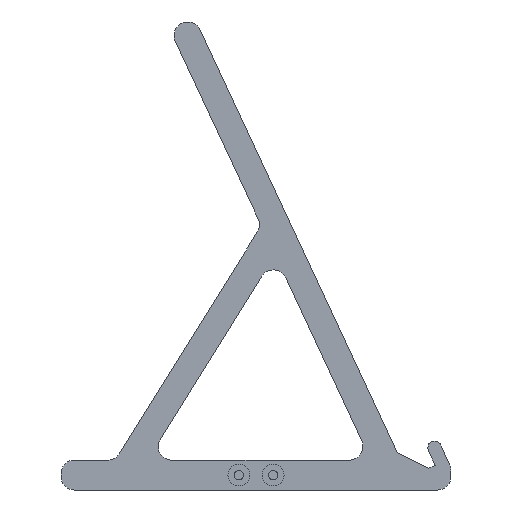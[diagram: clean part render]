
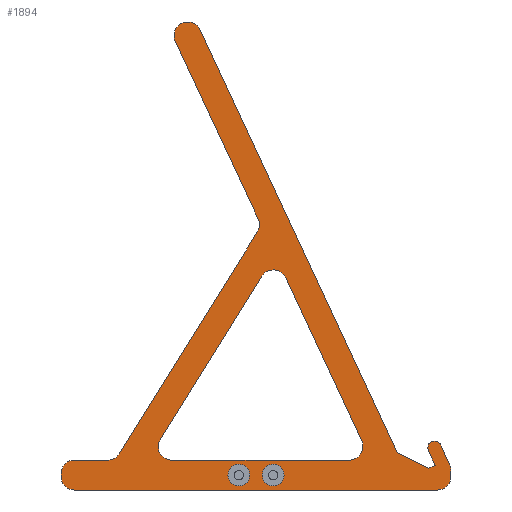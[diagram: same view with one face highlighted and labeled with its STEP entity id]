
A CAD part, left-side view. The second image highlights one B-rep face of the part: STEP entity #1894.
In plain terms, the highlighted planar face has unit normal (-1, 0, 0).
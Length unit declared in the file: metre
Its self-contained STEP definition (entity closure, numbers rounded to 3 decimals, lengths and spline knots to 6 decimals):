
#147=LINE('',#3062,#329);
#151=LINE('',#3071,#333);
#155=LINE('',#3080,#337);
#159=LINE('',#3089,#341);
#163=LINE('',#3098,#345);
#167=LINE('',#3107,#349);
#171=LINE('',#3116,#353);
#175=LINE('',#3125,#357);
#179=LINE('',#3134,#361);
#181=LINE('',#3138,#363);
#184=LINE('',#3144,#366);
#187=LINE('',#3150,#369);
#192=LINE('',#3161,#374);
#194=LINE('',#3165,#376);
#329=VECTOR('',#2512,1.);
#333=VECTOR('',#2518,1.);
#337=VECTOR('',#2524,1.);
#341=VECTOR('',#2530,1.);
#345=VECTOR('',#2536,1.);
#349=VECTOR('',#2542,1.);
#353=VECTOR('',#2548,1.);
#357=VECTOR('',#2554,1.);
#361=VECTOR('',#2560,1.);
#363=VECTOR('',#2564,1.);
#366=VECTOR('',#2569,1.);
#369=VECTOR('',#2574,1.);
#374=VECTOR('',#2581,1.);
#376=VECTOR('',#2585,1.);
#443=PLANE('',#2096);
#883=ORIENTED_EDGE('',*,*,#1205,.F.);
#884=ORIENTED_EDGE('',*,*,#1206,.F.);
#885=ORIENTED_EDGE('',*,*,#1188,.F.);
#886=ORIENTED_EDGE('',*,*,#1207,.T.);
#887=ORIENTED_EDGE('',*,*,#1183,.F.);
#888=ORIENTED_EDGE('',*,*,#1180,.F.);
#889=ORIENTED_EDGE('',*,*,#1177,.F.);
#890=ORIENTED_EDGE('',*,*,#1175,.F.);
#891=ORIENTED_EDGE('',*,*,#1208,.T.);
#892=ORIENTED_EDGE('',*,*,#1171,.F.);
#893=ORIENTED_EDGE('',*,*,#1209,.T.);
#894=ORIENTED_EDGE('',*,*,#1167,.F.);
#895=ORIENTED_EDGE('',*,*,#1210,.T.);
#896=ORIENTED_EDGE('',*,*,#1163,.T.);
#897=ORIENTED_EDGE('',*,*,#1211,.T.);
#898=ORIENTED_EDGE('',*,*,#1159,.T.);
#899=ORIENTED_EDGE('',*,*,#1212,.T.);
#900=ORIENTED_EDGE('',*,*,#1155,.F.);
#901=ORIENTED_EDGE('',*,*,#1213,.T.);
#902=ORIENTED_EDGE('',*,*,#1151,.F.);
#903=ORIENTED_EDGE('',*,*,#1214,.T.);
#904=ORIENTED_EDGE('',*,*,#1147,.F.);
#905=ORIENTED_EDGE('',*,*,#1215,.T.);
#906=ORIENTED_EDGE('',*,*,#1143,.T.);
#907=ORIENTED_EDGE('',*,*,#1216,.T.);
#908=ORIENTED_EDGE('',*,*,#1190,.F.);
#909=ORIENTED_EDGE('',*,*,#1217,.T.);
#1143=EDGE_CURVE('',#1349,#1348,#147,.T.);
#1147=EDGE_CURVE('',#1352,#1353,#151,.T.);
#1151=EDGE_CURVE('',#1356,#1357,#155,.T.);
#1155=EDGE_CURVE('',#1360,#1361,#159,.T.);
#1159=EDGE_CURVE('',#1365,#1364,#163,.T.);
#1163=EDGE_CURVE('',#1369,#1368,#167,.T.);
#1167=EDGE_CURVE('',#1372,#1373,#171,.T.);
#1171=EDGE_CURVE('',#1376,#1377,#175,.T.);
#1175=EDGE_CURVE('',#1380,#1381,#179,.T.);
#1177=EDGE_CURVE('',#1381,#1382,#181,.T.);
#1180=EDGE_CURVE('',#1382,#1384,#184,.T.);
#1183=EDGE_CURVE('',#1384,#1386,#187,.T.);
#1188=EDGE_CURVE('',#1390,#1391,#192,.T.);
#1190=EDGE_CURVE('',#1392,#1393,#194,.T.);
#1205=EDGE_CURVE('',#1396,#1396,#1461,.T.);
#1206=EDGE_CURVE('',#1397,#1397,#1462,.T.);
#1207=EDGE_CURVE('',#1390,#1386,#1463,.F.);
#1208=EDGE_CURVE('',#1380,#1377,#1464,.F.);
#1209=EDGE_CURVE('',#1376,#1373,#1465,.T.);
#1210=EDGE_CURVE('',#1372,#1369,#1466,.T.);
#1211=EDGE_CURVE('',#1368,#1365,#1467,.F.);
#1212=EDGE_CURVE('',#1364,#1361,#1468,.F.);
#1213=EDGE_CURVE('',#1360,#1357,#1469,.F.);
#1214=EDGE_CURVE('',#1356,#1391,#1470,.F.);
#1215=EDGE_CURVE('',#1352,#1349,#1471,.T.);
#1216=EDGE_CURVE('',#1348,#1393,#1472,.T.);
#1217=EDGE_CURVE('',#1392,#1353,#1473,.T.);
#1348=VERTEX_POINT('',#3061);
#1349=VERTEX_POINT('',#3063);
#1352=VERTEX_POINT('',#3070);
#1353=VERTEX_POINT('',#3072);
#1356=VERTEX_POINT('',#3079);
#1357=VERTEX_POINT('',#3081);
#1360=VERTEX_POINT('',#3088);
#1361=VERTEX_POINT('',#3090);
#1364=VERTEX_POINT('',#3097);
#1365=VERTEX_POINT('',#3099);
#1368=VERTEX_POINT('',#3106);
#1369=VERTEX_POINT('',#3108);
#1372=VERTEX_POINT('',#3115);
#1373=VERTEX_POINT('',#3117);
#1376=VERTEX_POINT('',#3124);
#1377=VERTEX_POINT('',#3126);
#1380=VERTEX_POINT('',#3133);
#1381=VERTEX_POINT('',#3135);
#1382=VERTEX_POINT('',#3139);
#1384=VERTEX_POINT('',#3145);
#1386=VERTEX_POINT('',#3151);
#1390=VERTEX_POINT('',#3160);
#1391=VERTEX_POINT('',#3162);
#1392=VERTEX_POINT('',#3166);
#1393=VERTEX_POINT('',#3167);
#1396=VERTEX_POINT('',#3187);
#1397=VERTEX_POINT('',#3189);
#1461=CIRCLE('',#2097,0.004);
#1462=CIRCLE('',#2098,0.004);
#1463=CIRCLE('',#2099,0.0025);
#1464=CIRCLE('',#2100,0.005);
#1465=CIRCLE('',#2101,0.005);
#1466=CIRCLE('',#2102,0.005);
#1467=CIRCLE('',#2103,0.005);
#1468=CIRCLE('',#2104,0.005);
#1469=CIRCLE('',#2105,0.005);
#1470=CIRCLE('',#2106,0.005);
#1471=CIRCLE('',#2107,0.005);
#1472=CIRCLE('',#2108,0.005);
#1473=CIRCLE('',#2109,0.005);
#1599=EDGE_LOOP('',(#883));
#1600=EDGE_LOOP('',(#884));
#1601=EDGE_LOOP('',(#885,#886,#887,#888,#889,#890,#891,#892,#893,#894,#895,
#896,#897,#898,#899,#900,#901,#902,#903));
#1602=EDGE_LOOP('',(#904,#905,#906,#907,#908,#909));
#1745=FACE_BOUND('',#1599,.T.);
#1746=FACE_BOUND('',#1600,.T.);
#1747=FACE_BOUND('',#1601,.T.);
#1748=FACE_BOUND('',#1602,.T.);
#1894=ADVANCED_FACE('',(#1745,#1746,#1747,#1748),#443,.F.);
#2096=AXIS2_PLACEMENT_3D('',#3185,#2613,#2614);
#2097=AXIS2_PLACEMENT_3D('',#3186,#2615,#2616);
#2098=AXIS2_PLACEMENT_3D('',#3188,#2617,#2618);
#2099=AXIS2_PLACEMENT_3D('',#3190,#2619,#2620);
#2100=AXIS2_PLACEMENT_3D('',#3191,#2621,#2622);
#2101=AXIS2_PLACEMENT_3D('',#3192,#2623,#2624);
#2102=AXIS2_PLACEMENT_3D('',#3193,#2625,#2626);
#2103=AXIS2_PLACEMENT_3D('',#3194,#2627,#2628);
#2104=AXIS2_PLACEMENT_3D('',#3195,#2629,#2630);
#2105=AXIS2_PLACEMENT_3D('',#3196,#2631,#2632);
#2106=AXIS2_PLACEMENT_3D('',#3197,#2633,#2634);
#2107=AXIS2_PLACEMENT_3D('',#3198,#2635,#2636);
#2108=AXIS2_PLACEMENT_3D('',#3199,#2637,#2638);
#2109=AXIS2_PLACEMENT_3D('',#3200,#2639,#2640);
#2512=DIRECTION('',(0.,1.,0.));
#2518=DIRECTION('',(0.,0.423,0.906));
#2524=DIRECTION('',(0.,0.,-1.));
#2530=DIRECTION('',(0.,1.,0.));
#2536=DIRECTION('',(0.,0.,-1.));
#2542=DIRECTION('',(0.,1.,0.));
#2548=DIRECTION('',(0.,-0.529,0.849));
#2554=DIRECTION('',(0.,0.423,0.906));
#2560=DIRECTION('',(0.,-0.423,-0.906));
#2564=DIRECTION('',(0.,-0.894,-0.448));
#2569=DIRECTION('',(0.,-0.906,0.423));
#2574=DIRECTION('',(0.,0.423,0.906));
#2581=DIRECTION('',(0.,-0.423,-0.906));
#2585=DIRECTION('',(0.,0.529,-0.849));
#2613=DIRECTION('',(1.,0.,0.));
#2614=DIRECTION('',(0.,1.,0.));
#2615=DIRECTION('',(-1.,0.,0.));
#2616=DIRECTION('',(0.,0.,1.));
#2617=DIRECTION('',(-1.,0.,0.));
#2618=DIRECTION('',(0.,0.,1.));
#2619=DIRECTION('',(1.,0.,0.));
#2620=DIRECTION('',(0.,0.,-1.));
#2621=DIRECTION('',(1.,0.,0.));
#2622=DIRECTION('',(0.,0.,-1.));
#2623=DIRECTION('',(1.,0.,0.));
#2624=DIRECTION('',(0.,0.,-1.));
#2625=DIRECTION('',(1.,0.,0.));
#2626=DIRECTION('',(0.,0.,-1.));
#2627=DIRECTION('',(1.,0.,0.));
#2628=DIRECTION('',(0.,0.,-1.));
#2629=DIRECTION('',(1.,0.,0.));
#2630=DIRECTION('',(0.,0.,-1.));
#2631=DIRECTION('',(1.,0.,0.));
#2632=DIRECTION('',(0.,0.,-1.));
#2633=DIRECTION('',(1.,0.,0.));
#2634=DIRECTION('',(0.,0.,-1.));
#2635=DIRECTION('',(1.,0.,0.));
#2636=DIRECTION('',(0.,0.,-1.));
#2637=DIRECTION('',(1.,0.,0.));
#2638=DIRECTION('',(0.,0.,-1.));
#2639=DIRECTION('',(1.,0.,0.));
#2640=DIRECTION('',(0.,0.,-1.));
#3061=CARTESIAN_POINT('',(0.,0.016735,0.));
#3062=CARTESIAN_POINT('',(0.,-0.015421,0.));
#3063=CARTESIAN_POINT('',(0.,-0.048733,0.));
#3070=CARTESIAN_POINT('',(0.,-0.053264,0.007113));
#3071=CARTESIAN_POINT('',(0.,-0.038957,0.037794));
#3072=CARTESIAN_POINT('',(0.,-0.025233,0.067226));
#3079=CARTESIAN_POINT('',(0.,-0.086161,-0.003613));
#3080=CARTESIAN_POINT('',(0.,-0.086161,-0.006752));
#3081=CARTESIAN_POINT('',(0.,-0.086161,-0.006));
#3088=CARTESIAN_POINT('',(0.,-0.081161,-0.011));
#3089=CARTESIAN_POINT('',(0.,-0.014321,-0.011));
#3090=CARTESIAN_POINT('',(0.,0.05252,-0.011));
#3097=CARTESIAN_POINT('',(0.,0.05752,-0.006));
#3098=CARTESIAN_POINT('',(0.,0.05752,-0.0055));
#3099=CARTESIAN_POINT('',(0.,0.05752,-0.005));
#3106=CARTESIAN_POINT('',(0.,0.05252,0.));
#3107=CARTESIAN_POINT('',(0.,0.04752,0.));
#3108=CARTESIAN_POINT('',(0.,0.040296,0.));
#3115=CARTESIAN_POINT('',(0.,0.036052,0.002357));
#3116=CARTESIAN_POINT('',(0.,0.010615,0.043202));
#3117=CARTESIAN_POINT('',(0.,-0.014857,0.084104));
#3124=CARTESIAN_POINT('',(0.,-0.015145,0.088861));
#3125=CARTESIAN_POINT('',(0.,0.000615,0.122657));
#3126=CARTESIAN_POINT('',(0.,0.015407,0.154378));
#3133=CARTESIAN_POINT('',(0.,0.006343,0.158604));
#3134=CARTESIAN_POINT('',(0.,-0.028878,0.08307));
#3135=CARTESIAN_POINT('',(0.,-0.066213,0.003005));
#3138=CARTESIAN_POINT('',(0.,-0.072128,0.000043));
#3139=CARTESIAN_POINT('',(0.,-0.078042,-0.002918));
#3144=CARTESIAN_POINT('',(0.,-0.07919,-0.002383));
#3145=CARTESIAN_POINT('',(0.,-0.080338,-0.001848));
#3150=CARTESIAN_POINT('',(0.,-0.078569,0.001945));
#3151=CARTESIAN_POINT('',(0.,-0.077857,0.003473));
#3160=CARTESIAN_POINT('',(0.,-0.082388,0.005586));
#3161=CARTESIAN_POINT('',(0.,-0.083746,0.002673));
#3162=CARTESIAN_POINT('',(0.,-0.085692,-0.0015));
#3165=CARTESIAN_POINT('',(0.,0.002203,0.037794));
#3166=CARTESIAN_POINT('',(0.,-0.016457,0.067756));
#3167=CARTESIAN_POINT('',(0.,0.020979,0.007643));
#3185=CARTESIAN_POINT('',(0.,-0.014321,0.076068));
#3186=CARTESIAN_POINT('',(0.,-0.007987,-0.0055));
#3187=CARTESIAN_POINT('',(0.,-0.007987,-0.0015));
#3188=CARTESIAN_POINT('',(0.,-0.020654,-0.0055));
#3189=CARTESIAN_POINT('',(0.,-0.020654,-0.0015));
#3190=CARTESIAN_POINT('',(0.,-0.080123,0.004529));
#3191=CARTESIAN_POINT('',(0.,0.010875,0.156491));
#3192=CARTESIAN_POINT('',(0.,-0.010613,0.086747));
#3193=CARTESIAN_POINT('',(0.,0.040296,0.005));
#3194=CARTESIAN_POINT('',(0.,0.05252,-0.005));
#3195=CARTESIAN_POINT('',(0.,0.05252,-0.006));
#3196=CARTESIAN_POINT('',(0.,-0.081161,-0.006));
#3197=CARTESIAN_POINT('',(0.,-0.081161,-0.003613));
#3198=CARTESIAN_POINT('',(0.,-0.048733,0.005));
#3199=CARTESIAN_POINT('',(0.,0.016735,0.005));
#3200=CARTESIAN_POINT('',(0.,-0.020701,0.065113));
